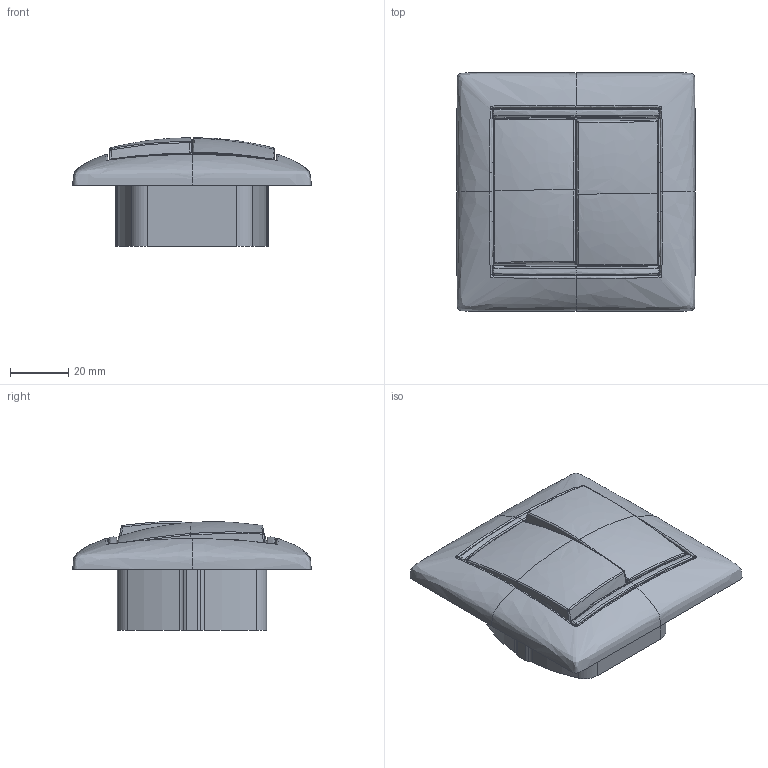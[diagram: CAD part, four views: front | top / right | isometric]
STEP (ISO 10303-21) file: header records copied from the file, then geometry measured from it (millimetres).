
FILE_DESCRIPTION(('STEP AP242'), '1');
FILE_NAME('774404', '', ('UNSPECIFIED'), ('UNSPECIFIED'), 'C3D Converter', 'C3D Toolkit', '');
FILE_SCHEMA(('AP242_MANAGED_MODEL_BASED_3D_ENGINEERING_MIM_LF { 1 0 10303 442 1 1 4 }'));
Length unit declared in the file: millimetre
Products named in the file (1): БЕИВ.642346.025
Bounding box: 82 x 82 x 37.27 mm (x, y, z)
Volume: 2032.6 mm3; surface area: 31590.6 mm2
Topology: 2 solids, 3 shells, 1085 faces, 2946 edges, 1808 vertices
Faces by surface type: bspline 502, plane 315, cylinder 200, cone 36, sphere 16, extrusion 14, torus 2
Entity records: 91615 total; most frequent: CARTESIAN_POINT 61361, ORIENTED_EDGE 5794, EDGE_CURVE 2898, DIRECTION 2322, B_SPLINE_CURVE_WITH_KNOTS 1826, VERTEX_POINT 1808, FACE_BOUND 1088, EDGE_LOOP 1088
